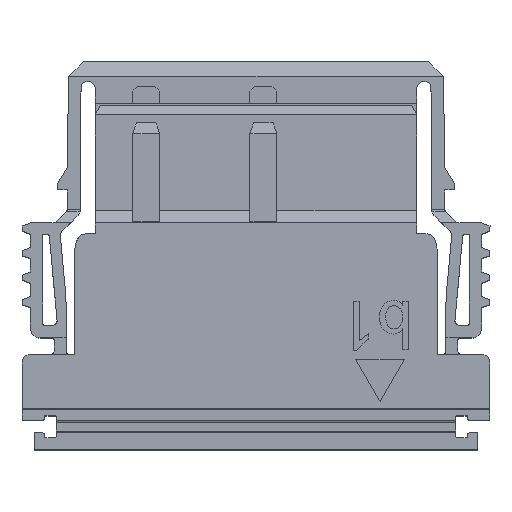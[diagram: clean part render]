
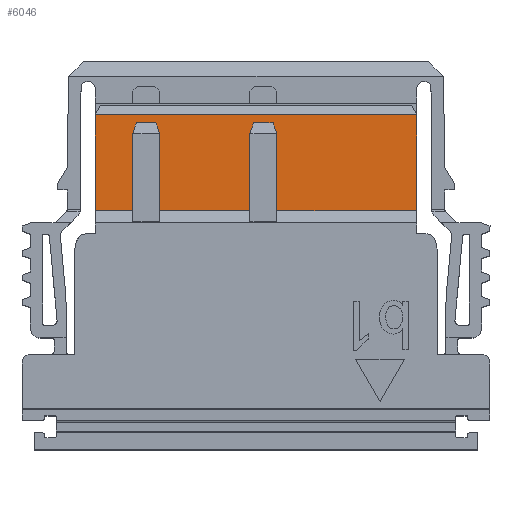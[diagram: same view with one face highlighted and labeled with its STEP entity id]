
A CAD part, top view. The second image highlights one B-rep face of the part: STEP entity #6046.
In plain terms, the highlighted planar face has unit normal (0, 0, 1).
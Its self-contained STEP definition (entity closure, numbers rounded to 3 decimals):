
#4801=CARTESIAN_POINT('',(-1.5,4.427,4.));
#4802=VERTEX_POINT('',#4801);
#4810=CARTESIAN_POINT('',(11.66,4.427,4.));
#4811=VERTEX_POINT('',#4810);
#4812=CARTESIAN_POINT('',(-1.5,4.427,4.));
#4813=DIRECTION('',(1.,0.,0.));
#4814=VECTOR('',#4813,13.16);
#4815=LINE('',#4812,#4814);
#4816=EDGE_CURVE('',#4802,#4811,#4815,.T.);
#4898=CARTESIAN_POINT('',(11.66,0.5,4.));
#4899=VERTEX_POINT('',#4898);
#4900=CARTESIAN_POINT('',(11.66,4.427,4.));
#4901=DIRECTION('',(0.,-1.,0.));
#4902=VECTOR('',#4901,3.927);
#4903=LINE('',#4900,#4902);
#4904=EDGE_CURVE('',#4811,#4899,#4903,.T.);
#5126=CARTESIAN_POINT('',(-1.5,0.5,4.));
#5127=VERTEX_POINT('',#5126);
#5128=CARTESIAN_POINT('',(-1.5,0.5,4.));
#5129=DIRECTION('',(0.,1.,0.));
#5130=VECTOR('',#5129,3.927);
#5131=LINE('',#5128,#5130);
#5132=EDGE_CURVE('',#5127,#4802,#5131,.T.);
#5778=CARTESIAN_POINT('',(0.98,4.1,4.));
#5779=VERTEX_POINT('',#5778);
#5780=CARTESIAN_POINT('',(0.18,4.1,4.));
#5781=VERTEX_POINT('',#5780);
#5782=CARTESIAN_POINT('',(0.98,4.1,4.));
#5783=DIRECTION('',(-1.,0.,0.));
#5784=VECTOR('',#5783,0.8);
#5785=LINE('',#5782,#5784);
#5786=EDGE_CURVE('',#5779,#5781,#5785,.T.);
#5826=CARTESIAN_POINT('',(1.13,3.66,4.));
#5827=VERTEX_POINT('',#5826);
#5834=CARTESIAN_POINT('',(0.98,4.1,4.));
#5835=DIRECTION('',(0.323,-0.947,0.));
#5836=VECTOR('',#5835,0.465);
#5837=LINE('',#5834,#5836);
#5838=EDGE_CURVE('',#5779,#5827,#5837,.T.);
#5851=CARTESIAN_POINT('',(1.13,0.5,4.));
#5852=VERTEX_POINT('',#5851);
#5859=CARTESIAN_POINT('',(1.13,3.66,4.));
#5860=DIRECTION('',(0.,-1.,0.));
#5861=VECTOR('',#5860,3.16);
#5862=LINE('',#5859,#5861);
#5863=EDGE_CURVE('',#5827,#5852,#5862,.T.);
#5880=CARTESIAN_POINT('',(0.03,0.5,4.));
#5881=VERTEX_POINT('',#5880);
#5882=CARTESIAN_POINT('',(0.03,3.66,4.));
#5883=VERTEX_POINT('',#5882);
#5884=CARTESIAN_POINT('',(0.03,0.5,4.));
#5885=DIRECTION('',(0.,1.,0.));
#5886=VECTOR('',#5885,3.16);
#5887=LINE('',#5884,#5886);
#5888=EDGE_CURVE('',#5881,#5883,#5887,.T.);
#5920=CARTESIAN_POINT('',(0.03,3.66,4.));
#5921=DIRECTION('',(0.323,0.947,0.));
#5922=VECTOR('',#5921,0.465);
#5923=LINE('',#5920,#5922);
#5924=EDGE_CURVE('',#5883,#5781,#5923,.T.);
#5971=CARTESIAN_POINT('',(5.703,1.933,4.));
#5972=DIRECTION('',(1.,0.,0.));
#5973=DIRECTION('',(0.,0.,1.));
#5974=AXIS2_PLACEMENT_3D('',#5971,#5973,#5972);
#5975=PLANE('',#5974);
#5976=ORIENTED_EDGE('',*,*,#5786,.F.);
#5977=ORIENTED_EDGE('',*,*,#5838,.T.);
#5978=ORIENTED_EDGE('',*,*,#5863,.T.);
#5979=CARTESIAN_POINT('',(4.829,0.5,4.));
#5980=VERTEX_POINT('',#5979);
#5981=CARTESIAN_POINT('',(4.829,0.5,4.));
#5982=DIRECTION('',(-1.,0.,0.));
#5983=VECTOR('',#5982,3.699);
#5984=LINE('',#5981,#5983);
#5985=EDGE_CURVE('',#5980,#5852,#5984,.T.);
#5986=ORIENTED_EDGE('',*,*,#5985,.F.);
#5987=CARTESIAN_POINT('',(4.829,3.66,4.));
#5988=VERTEX_POINT('',#5987);
#5989=CARTESIAN_POINT('',(4.829,0.5,4.));
#5990=DIRECTION('',(0.,1.,0.));
#5991=VECTOR('',#5990,3.16);
#5992=LINE('',#5989,#5991);
#5993=EDGE_CURVE('',#5980,#5988,#5992,.T.);
#5994=ORIENTED_EDGE('',*,*,#5993,.T.);
#5995=CARTESIAN_POINT('',(4.979,4.1,4.));
#5996=VERTEX_POINT('',#5995);
#5997=CARTESIAN_POINT('',(4.829,3.66,4.));
#5998=DIRECTION('',(0.323,0.947,0.));
#5999=VECTOR('',#5998,0.465);
#6000=LINE('',#5997,#5999);
#6001=EDGE_CURVE('',#5988,#5996,#6000,.T.);
#6002=ORIENTED_EDGE('',*,*,#6001,.T.);
#6003=CARTESIAN_POINT('',(5.781,4.1,4.));
#6004=VERTEX_POINT('',#6003);
#6005=CARTESIAN_POINT('',(5.781,4.1,4.));
#6006=DIRECTION('',(-1.,0.,0.));
#6007=VECTOR('',#6006,0.801);
#6008=LINE('',#6005,#6007);
#6009=EDGE_CURVE('',#6004,#5996,#6008,.T.);
#6010=ORIENTED_EDGE('',*,*,#6009,.F.);
#6011=CARTESIAN_POINT('',(5.931,3.66,4.));
#6012=VERTEX_POINT('',#6011);
#6013=CARTESIAN_POINT('',(5.781,4.1,4.));
#6014=DIRECTION('',(0.323,-0.947,0.));
#6015=VECTOR('',#6014,0.465);
#6016=LINE('',#6013,#6015);
#6017=EDGE_CURVE('',#6004,#6012,#6016,.T.);
#6018=ORIENTED_EDGE('',*,*,#6017,.T.);
#6019=CARTESIAN_POINT('',(5.931,0.5,4.));
#6020=VERTEX_POINT('',#6019);
#6021=CARTESIAN_POINT('',(5.931,3.66,4.));
#6022=DIRECTION('',(0.,-1.,0.));
#6023=VECTOR('',#6022,3.16);
#6024=LINE('',#6021,#6023);
#6025=EDGE_CURVE('',#6012,#6020,#6024,.T.);
#6026=ORIENTED_EDGE('',*,*,#6025,.T.);
#6027=CARTESIAN_POINT('',(11.66,0.5,4.));
#6028=DIRECTION('',(-1.,0.,0.));
#6029=VECTOR('',#6028,5.729);
#6030=LINE('',#6027,#6029);
#6031=EDGE_CURVE('',#4899,#6020,#6030,.T.);
#6032=ORIENTED_EDGE('',*,*,#6031,.F.);
#6033=ORIENTED_EDGE('',*,*,#4904,.F.);
#6034=ORIENTED_EDGE('',*,*,#4816,.F.);
#6035=ORIENTED_EDGE('',*,*,#5132,.F.);
#6036=CARTESIAN_POINT('',(-1.5,0.5,4.));
#6037=DIRECTION('',(1.,0.,0.));
#6038=VECTOR('',#6037,1.53);
#6039=LINE('',#6036,#6038);
#6040=EDGE_CURVE('',#5127,#5881,#6039,.T.);
#6041=ORIENTED_EDGE('',*,*,#6040,.T.);
#6042=ORIENTED_EDGE('',*,*,#5888,.T.);
#6043=ORIENTED_EDGE('',*,*,#5924,.T.);
#6044=EDGE_LOOP('',(#5976,#5977,#5978,#5986,#5994,#6002,#6010,#6018,#6026,#6032,#6033,#6034,#6035,#6041,#6042,#6043));
#6045=FACE_OUTER_BOUND('',#6044,.T.);
#6046=ADVANCED_FACE('',(#6045),#5975,.T.);
